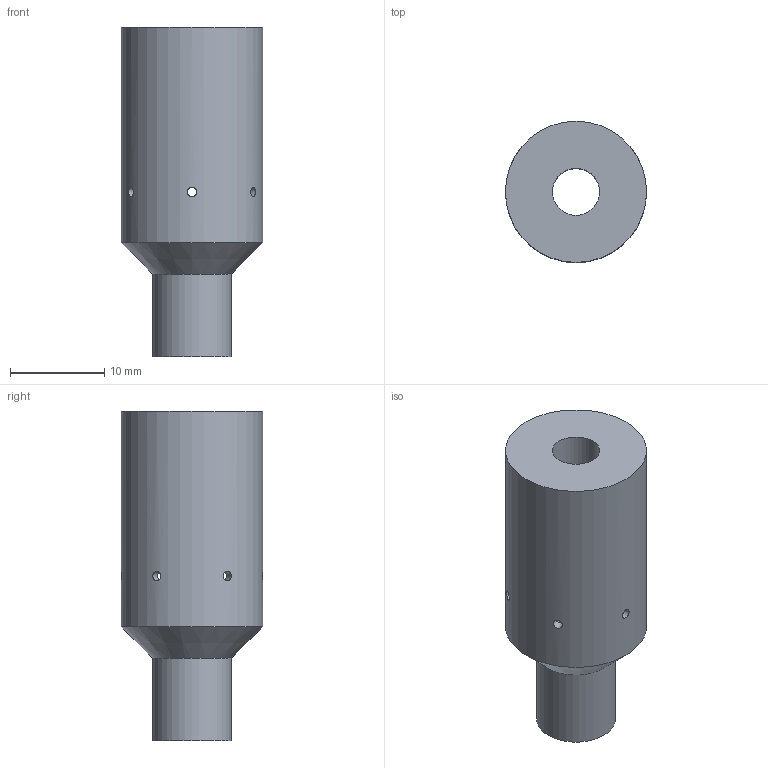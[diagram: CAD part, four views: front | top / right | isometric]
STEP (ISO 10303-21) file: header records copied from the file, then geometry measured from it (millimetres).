
FILE_DESCRIPTION(/* description */ (''),/* implementation_level */ '2;1');
FILE_NAME(/* name */ 'PVC_nozzle_and_drain_v1 v3.step',/* time_stamp */ '2021-05-06T13:40:52-04:00',/* author */ (''),/* organization */ (''),/* preprocessor_version */ 'ST-DEVELOPER v18.1',/* originating_system */ 'Autodesk Translation Framework v10.6.0.1341',/* authorisation */ '');
FILE_SCHEMA (('AUTOMOTIVE_DESIGN { 1 0 10303 214 3 1 1 }'));
Length unit declared in the file: millimetre
Products named in the file (1): PVC_nozzle_and_drain_v1
Bounding box: 15 x 15 x 35 mm (x, y, z)
Volume: 1866.2 mm3; surface area: 3156.3 mm2
Topology: 1 solids, 1 shells, 18 faces, 54 edges, 37 vertices
Faces by surface type: cylinder 12, plane 3, cone 3
Full cylindrical faces by diameter (mm): 1 x6, 5 x2, 6.35 x1, 8.35 x1, 13 x1, 15 x1
Entity records: 1042 total; most frequent: CARTESIAN_POINT 520, ORIENTED_EDGE 108, DIRECTION 79, EDGE_CURVE 54, VERTEX_POINT 37, EDGE_LOOP 31, AXIS2_PLACEMENT_3D 31, B_SPLINE_CURVE_WITH_KNOTS 25
